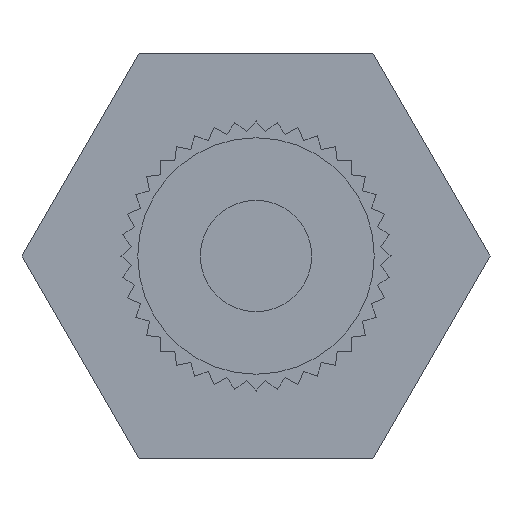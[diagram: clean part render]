
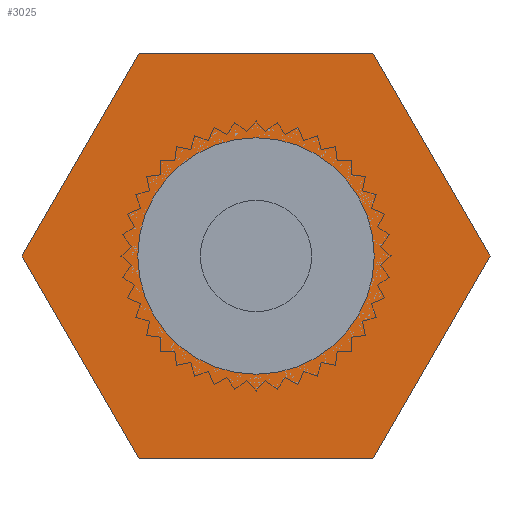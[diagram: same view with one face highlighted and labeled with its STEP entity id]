
A CAD part, front view. The second image highlights one B-rep face of the part: STEP entity #3025.
In plain terms, the highlighted planar face has unit normal (0, -1, 0).
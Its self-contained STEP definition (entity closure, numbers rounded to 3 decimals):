
#96=FACE_BOUND('',#378,.T.);
#109=PLANE('',#3236);
#210=FACE_OUTER_BOUND('',#377,.T.);
#377=EDGE_LOOP('',(#2132,#2133,#2134,#2135,#2136,#2137));
#378=EDGE_LOOP('',(#2138));
#542=LINE('',#4485,#868);
#546=LINE('',#4493,#872);
#549=LINE('',#4499,#875);
#552=LINE('',#4505,#878);
#555=LINE('',#4511,#881);
#558=LINE('',#4516,#884);
#868=VECTOR('',#3551,1000.);
#872=VECTOR('',#3557,1000.);
#875=VECTOR('',#3562,1000.);
#878=VECTOR('',#3567,1000.);
#881=VECTOR('',#3572,1000.);
#884=VECTOR('',#3577,1000.);
#1192=CIRCLE('',#3222,3.5);
#1325=VERTEX_POINT('',#4467);
#1330=VERTEX_POINT('',#4483);
#1331=VERTEX_POINT('',#4484);
#1334=VERTEX_POINT('',#4492);
#1336=VERTEX_POINT('',#4498);
#1338=VERTEX_POINT('',#4504);
#1340=VERTEX_POINT('',#4510);
#1632=EDGE_CURVE('',#1325,#1325,#1192,.T.);
#1639=EDGE_CURVE('',#1330,#1331,#542,.T.);
#1643=EDGE_CURVE('',#1331,#1334,#546,.T.);
#1646=EDGE_CURVE('',#1334,#1336,#549,.T.);
#1649=EDGE_CURVE('',#1336,#1338,#552,.T.);
#1652=EDGE_CURVE('',#1338,#1340,#555,.T.);
#1655=EDGE_CURVE('',#1340,#1330,#558,.T.);
#2132=ORIENTED_EDGE('',*,*,#1639,.F.);
#2133=ORIENTED_EDGE('',*,*,#1655,.F.);
#2134=ORIENTED_EDGE('',*,*,#1652,.F.);
#2135=ORIENTED_EDGE('',*,*,#1649,.F.);
#2136=ORIENTED_EDGE('',*,*,#1646,.F.);
#2137=ORIENTED_EDGE('',*,*,#1643,.F.);
#2138=ORIENTED_EDGE('',*,*,#1632,.F.);
#3025=ADVANCED_FACE('',(#210,#96),#109,.F.);
#3222=AXIS2_PLACEMENT_3D('',#4469,#3533,#3534);
#3236=AXIS2_PLACEMENT_3D('',#4519,#3581,#3582);
#3533=DIRECTION('center_axis',(0.,-1.,0.));
#3534=DIRECTION('ref_axis',(0.,0.,-1.));
#3551=DIRECTION('',(0.5,0.,-0.866));
#3557=DIRECTION('',(-0.5,0.,-0.866));
#3562=DIRECTION('',(-1.,0.,0.));
#3567=DIRECTION('',(-0.5,0.,0.866));
#3572=DIRECTION('',(0.5,0.,0.866));
#3577=DIRECTION('',(1.,0.,0.));
#3581=DIRECTION('center_axis',(0.,1.,0.));
#3582=DIRECTION('ref_axis',(0.,0.,1.));
#4467=CARTESIAN_POINT('',(0.,-7.5,3.5));
#4469=CARTESIAN_POINT('Origin',(0.,-7.5,0.));
#4483=CARTESIAN_POINT('',(3.464,-7.5,6.));
#4484=CARTESIAN_POINT('',(6.928,-7.5,0.));
#4485=CARTESIAN_POINT('',(3.464,-7.5,6.));
#4492=CARTESIAN_POINT('',(3.464,-7.5,-6.));
#4493=CARTESIAN_POINT('',(6.928,-7.5,0.));
#4498=CARTESIAN_POINT('',(-3.464,-7.5,-6.));
#4499=CARTESIAN_POINT('',(3.464,-7.5,-6.));
#4504=CARTESIAN_POINT('',(-6.928,-7.5,0.));
#4505=CARTESIAN_POINT('',(-3.464,-7.5,-6.));
#4510=CARTESIAN_POINT('',(-3.464,-7.5,6.));
#4511=CARTESIAN_POINT('',(-6.928,-7.5,0.));
#4516=CARTESIAN_POINT('',(-3.464,-7.5,6.));
#4519=CARTESIAN_POINT('Origin',(0.,-7.5,0.));
